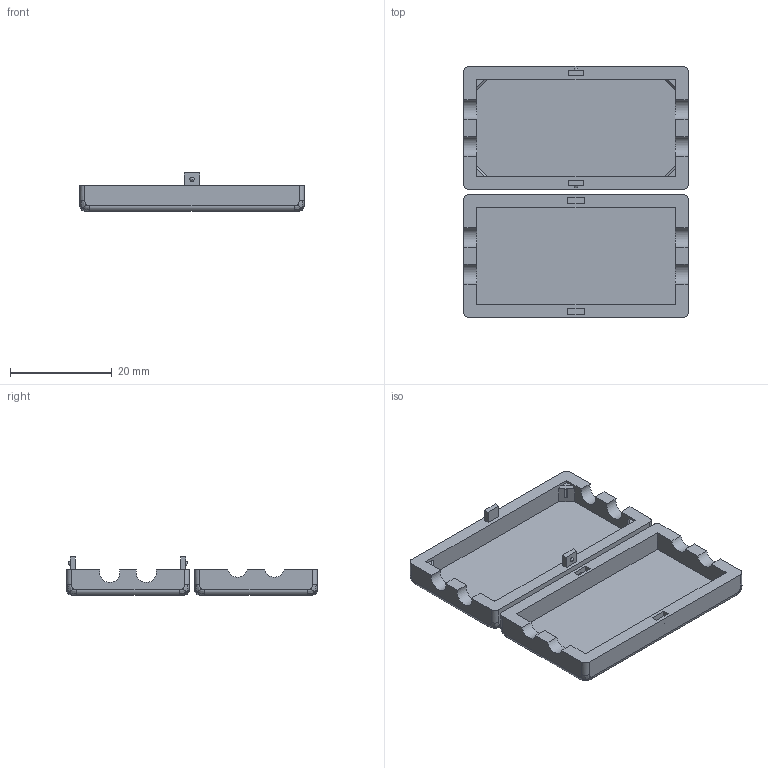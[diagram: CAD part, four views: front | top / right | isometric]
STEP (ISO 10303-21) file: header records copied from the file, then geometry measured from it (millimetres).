
FILE_DESCRIPTION(/* description */ ('STEP AP214'),/* implementation_level */ '2;1');
FILE_NAME(/* name */ 'MT3608 case.step',/* time_stamp */ '2025-06-26T13:04:58-06:00',/* author */ (''),/* organization */ (''),/* preprocessor_version */ 'ST-DEVELOPER v20.1',/* originating_system */ 'Autodesk Translation Framework v14.10.0.0',/* authorisation */ '');
FILE_SCHEMA (('AUTOMOTIVE_DESIGN { 1 0 10303 214 3 1 1 }'));
Length unit declared in the file: millimetre
Products named in the file (1): MT3608 Converter
Bounding box: 44.15 x 49.4 x 7.5 mm (x, y, z)
Volume: 4502.7 mm3; surface area: 6452.7 mm2
Topology: 2 solids, 2 shells, 152 faces, 396 edges, 256 vertices
Faces by surface type: plane 76, bspline 48, cylinder 24, sphere 4
Entity records: 6337 total; most frequent: CARTESIAN_POINT 2721, ORIENTED_EDGE 784, DIRECTION 682, EDGE_CURVE 392, VERTEX_POINT 256, AXIS2_PLACEMENT_3D 233, LINE 216, VECTOR 216
